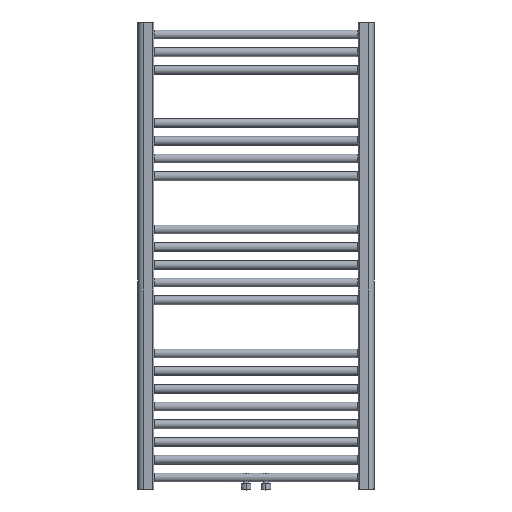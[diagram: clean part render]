
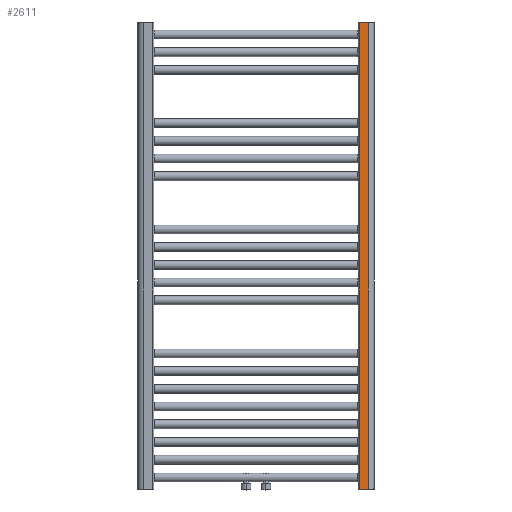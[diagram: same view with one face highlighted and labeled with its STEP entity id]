
A CAD part, top view. The second image highlights one B-rep face of the part: STEP entity #2611.
In plain terms, the highlighted face is planar.
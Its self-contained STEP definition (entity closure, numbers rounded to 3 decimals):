
#1368=DIRECTION('',(0.,1.,0.));
#1369=VECTOR('',#1368,23.05);
#1370=CARTESIAN_POINT('',(15.,2.,0.));
#1371=LINE('',#1370,#1369);
#1651=DIRECTION('',(0.,0.,1.));
#1652=VECTOR('',#1651,1185.);
#1653=CARTESIAN_POINT('',(15.,25.05,0.));
#1654=LINE('',#1653,#1652);
#1655=DIRECTION('',(0.,0.,1.));
#1656=VECTOR('',#1655,1185.);
#1657=CARTESIAN_POINT('',(15.,2.,0.));
#1658=LINE('',#1657,#1656);
#1690=DIRECTION('',(0.,1.,0.));
#1691=VECTOR('',#1690,23.05);
#1692=CARTESIAN_POINT('',(15.,2.,1185.));
#1693=LINE('',#1692,#1691);
#2131=CARTESIAN_POINT('',(15.,2.,0.));
#2132=CARTESIAN_POINT('',(15.,25.05,0.));
#2133=VERTEX_POINT('',#2131);
#2134=VERTEX_POINT('',#2132);
#2147=CARTESIAN_POINT('',(15.,2.,1185.));
#2148=CARTESIAN_POINT('',(15.,25.05,1185.));
#2149=VERTEX_POINT('',#2147);
#2150=VERTEX_POINT('',#2148);
#2598=CARTESIAN_POINT('',(15.,2.,0.));
#2599=DIRECTION('',(1.,0.,0.));
#2600=DIRECTION('',(0.,1.,0.));
#2601=AXIS2_PLACEMENT_3D('',#2598,#2599,#2600);
#2602=PLANE('',#2601);
#2603=ORIENTED_EDGE('',*,*,#2360,.F.);
#2605=ORIENTED_EDGE('',*,*,#2604,.T.);
#2607=ORIENTED_EDGE('',*,*,#2606,.T.);
#2608=ORIENTED_EDGE('',*,*,#2590,.F.);
#2609=EDGE_LOOP('',(#2603,#2605,#2607,#2608));
#2610=FACE_OUTER_BOUND('',#2609,.F.);
#2360=EDGE_CURVE('',#2133,#2134,#1371,.T.);
#2590=EDGE_CURVE('',#2134,#2150,#1654,.T.);
#2604=EDGE_CURVE('',#2133,#2149,#1658,.T.);
#2606=EDGE_CURVE('',#2149,#2150,#1693,.T.);
#2611=ADVANCED_FACE('',(#2610),#2602,.T.);
